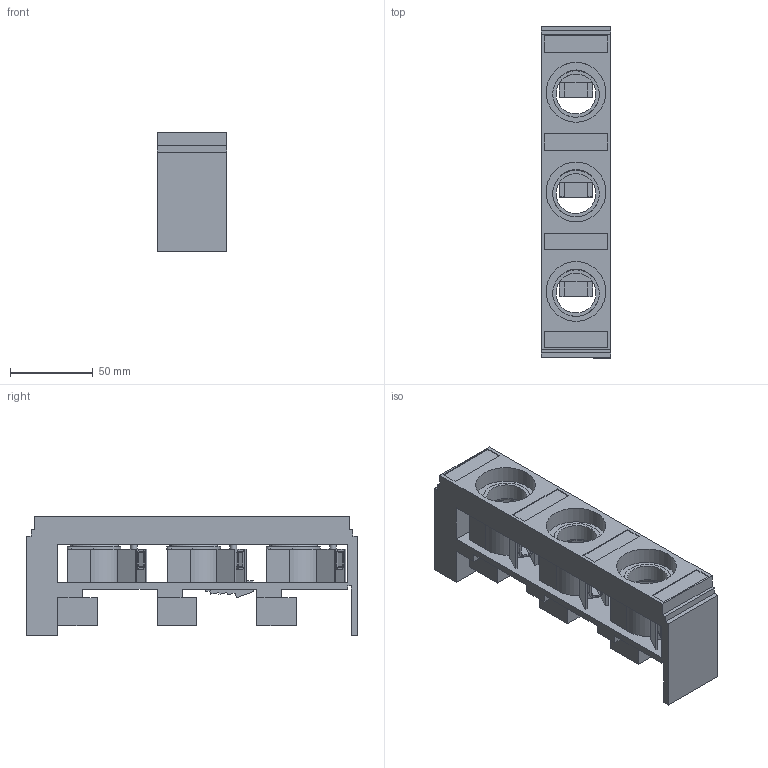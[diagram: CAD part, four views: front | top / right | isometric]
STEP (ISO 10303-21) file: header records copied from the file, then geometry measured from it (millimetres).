
FILE_DESCRIPTION(/* description */ (''),/* implementation_level */ '2;1');
FILE_NAME(/* name */ '5SF6020_3D_v_1.stp',/* time_stamp */ '2023-03-23T12:14:21+01:00',/* author */ (''),/* organization */ (''),/* preprocessor_version */ 'ST-DEVELOPER v18.101',/* originating_system */ 'SIEMENS PLM Software NX 2008',/* authorisation */ '');
FILE_SCHEMA (('AUTOMOTIVE_DESIGN { 1 0 10303 214 3 1 1 1 }'));
Length unit declared in the file: millimetre
Products named in the file (1): 5SF6020_3D_v
Bounding box: 42 x 200 x 72 mm (x, y, z)
Volume: 200987.6 mm3; surface area: 88122.8 mm2
Topology: 1 solids, 1 shells, 324 faces, 867 edges, 570 vertices
Faces by surface type: plane 243, cylinder 72, torus 9
Full cylindrical faces by diameter (mm): 3 x6, 4 x6, 24 x3, 26 x3, 27 x3, 28 x3, 36 x3
Entity records: 11974 total; most frequent: CARTESIAN_POINT 1717, DIRECTION 1631, ORIENTED_EDGE 1614, EDGE_CURVE 807, LINE 615, VECTOR 615, VERTEX_POINT 546, AXIS2_PLACEMENT_3D 508
